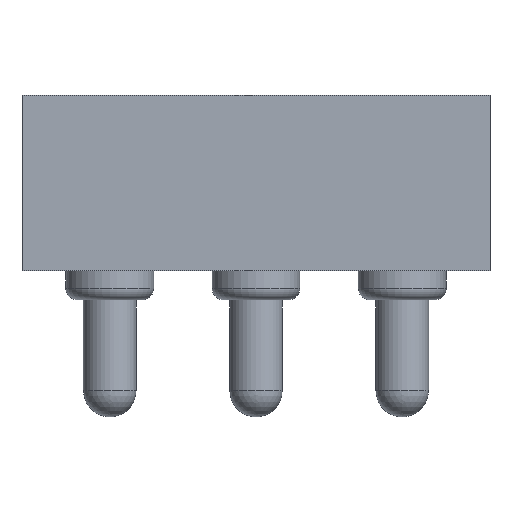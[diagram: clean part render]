
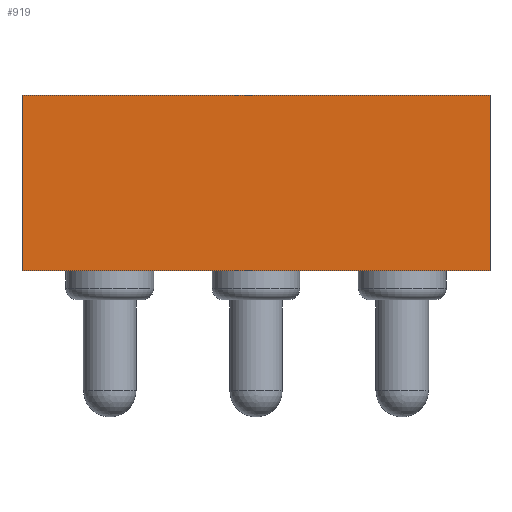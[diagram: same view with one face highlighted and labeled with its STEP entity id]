
A CAD part, top view. The second image highlights one B-rep face of the part: STEP entity #919.
In plain terms, the highlighted planar face has unit normal (0, 0, 1).
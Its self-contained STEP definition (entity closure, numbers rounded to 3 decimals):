
#105=FACE_OUTER_BOUND('',#168,.T.);
#168=EDGE_LOOP('',(#711,#712,#713,#714));
#251=LINE('',#1462,#343);
#253=LINE('',#1466,#345);
#255=LINE('',#1470,#347);
#257=LINE('',#1473,#349);
#343=VECTOR('',#1169,10.);
#345=VECTOR('',#1173,10.);
#347=VECTOR('',#1177,10.);
#349=VECTOR('',#1181,10.);
#426=VERTEX_POINT('',#1459);
#427=VERTEX_POINT('',#1461);
#428=VERTEX_POINT('',#1465);
#429=VERTEX_POINT('',#1469);
#527=EDGE_CURVE('',#427,#426,#251,.T.);
#529=EDGE_CURVE('',#428,#427,#253,.T.);
#531=EDGE_CURVE('',#429,#428,#255,.T.);
#533=EDGE_CURVE('',#426,#429,#257,.T.);
#711=ORIENTED_EDGE('',*,*,#533,.T.);
#712=ORIENTED_EDGE('',*,*,#531,.T.);
#713=ORIENTED_EDGE('',*,*,#529,.T.);
#714=ORIENTED_EDGE('',*,*,#527,.T.);
#870=PLANE('',#1009);
#919=ADVANCED_FACE('',(#105),#870,.T.);
#1009=AXIS2_PLACEMENT_3D('',#1474,#1182,#1183);
#1169=DIRECTION('',(0.,1.,0.));
#1173=DIRECTION('',(1.,0.,0.));
#1177=DIRECTION('',(0.,-1.,0.));
#1181=DIRECTION('',(-1.,0.,0.));
#1182=DIRECTION('center_axis',(0.,0.,1.));
#1183=DIRECTION('ref_axis',(1.,0.,0.));
#1459=CARTESIAN_POINT('',(4.,1.5,2.7));
#1461=CARTESIAN_POINT('',(4.,-1.5,2.7));
#1462=CARTESIAN_POINT('',(4.,1.5,2.7));
#1465=CARTESIAN_POINT('',(-4.,-1.5,2.7));
#1466=CARTESIAN_POINT('',(4.,-1.5,2.7));
#1469=CARTESIAN_POINT('',(-4.,1.5,2.7));
#1470=CARTESIAN_POINT('',(-4.,-1.5,2.7));
#1473=CARTESIAN_POINT('',(-4.,1.5,2.7));
#1474=CARTESIAN_POINT('Origin',(0.,0.,2.7));
